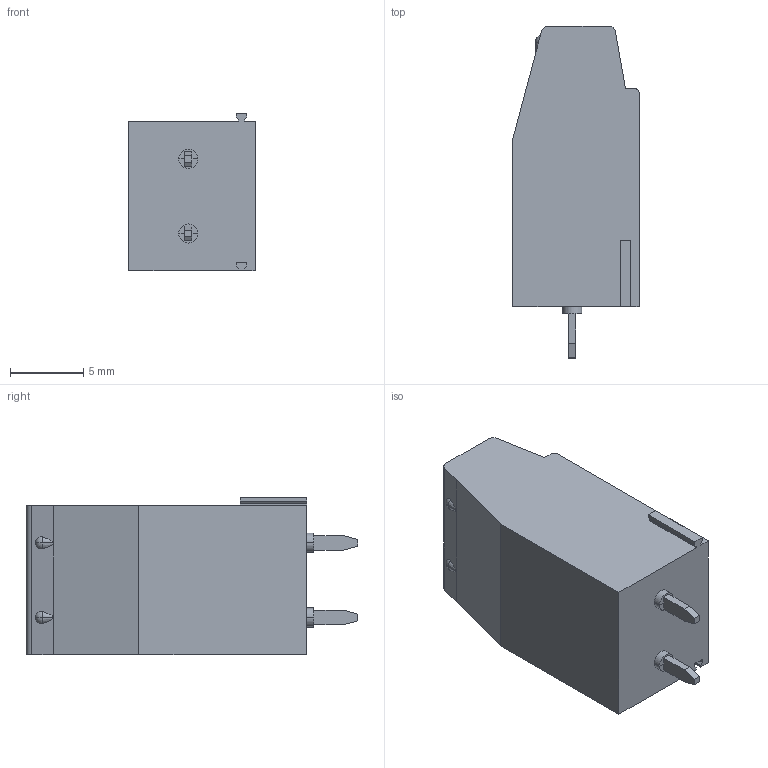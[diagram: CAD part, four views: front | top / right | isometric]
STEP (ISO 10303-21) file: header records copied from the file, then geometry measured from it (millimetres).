
FILE_DESCRIPTION(('STEP AP214'),'1');
FILE_NAME('1731828.stp','2015-09-14T18:03:50',('TraceParts'),('TraceParts S.A.'),'Spatial InterOp 3D',' ',' ');
FILE_SCHEMA(('automotive_design'));
Length unit declared in the file: millimetre
Products named in the file (1): mkkdsnh_1.5-2-5.08|1#mkkdsnh_1.5-2-5.08;mkkdsnh_1.5-2-5.08
Bounding box: 8.6 x 22.6 x 10.73 mm (x, y, z)
Volume: 1469.1 mm3; surface area: 1004.3 mm2
Topology: 1 solids, 1 shells, 154 faces, 398 edges, 254 vertices
Faces by surface type: plane 107, cylinder 39, cone 4, sphere 4
Entity records: 6152 total; most frequent: CARTESIAN_POINT 1101, DIRECTION 800, ORIENTED_EDGE 780, EDGE_CURVE 390, LINE 282, VECTOR 282, AXIS2_PLACEMENT_3D 259, VERTEX_POINT 250
